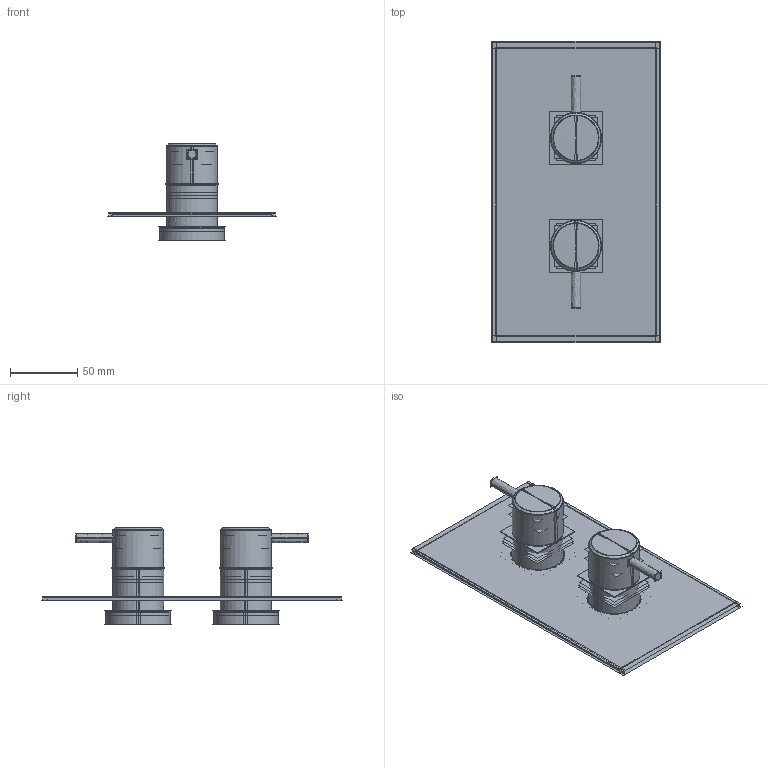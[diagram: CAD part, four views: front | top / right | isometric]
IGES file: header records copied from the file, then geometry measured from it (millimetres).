
Start section:  PTC IGES file: HOX.005.igs
Global section: file name: HOX.005.igs; native system: Creo Parametric by PTC Inc.; preprocessor: 2017170; author: tangfujin; organization: Unknown; date: 20191223.153323; units: millimetre
Bounding box: 124.8 x 223.6 x 71.99 mm (x, y, z)
Surface area: 1190510.2 mm2 (no closed solid volume)
Topology: 0 solids, 0 shells, 2158 faces, 18028 edges, 26300 vertices
Faces by surface type: bspline 2158
